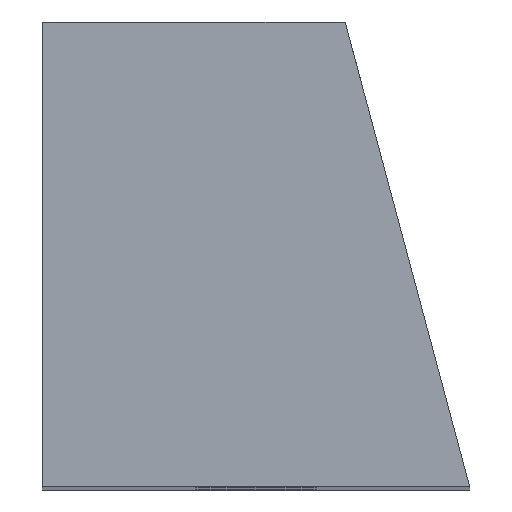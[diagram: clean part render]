
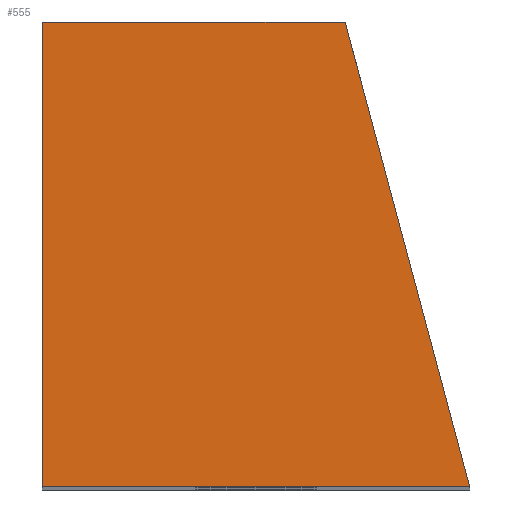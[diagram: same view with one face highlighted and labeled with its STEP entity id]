
A CAD part, top view. The second image highlights one B-rep face of the part: STEP entity #555.
In plain terms, the highlighted planar face has unit normal (0, 0, 1).
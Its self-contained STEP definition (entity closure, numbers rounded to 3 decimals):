
#121 = VERTEX_POINT('',#122);
#122 = CARTESIAN_POINT('',(0.,0.,40.));
#128 = EDGE_CURVE('',#121,#129,#131,.T.);
#129 = VERTEX_POINT('',#130);
#130 = CARTESIAN_POINT('',(0.,17.387,40.));
#131 = LINE('',#132,#133);
#132 = CARTESIAN_POINT('',(0.,0.,40.));
#133 = VECTOR('',#134,1.);
#134 = DIRECTION('',(0.,1.,0.));
#345 = VERTEX_POINT('',#346);
#346 = CARTESIAN_POINT('',(16.,0.,40.));
#411 = VERTEX_POINT('',#412);
#412 = CARTESIAN_POINT('',(11.341,17.387,40.));
#418 = EDGE_CURVE('',#411,#345,#419,.T.);
#419 = LINE('',#420,#421);
#420 = CARTESIAN_POINT('',(11.341,17.387,40.));
#421 = VECTOR('',#422,1.);
#422 = DIRECTION('',(0.259,-0.966,0.));
#520 = EDGE_CURVE('',#345,#121,#521,.T.);
#521 = LINE('',#522,#523);
#522 = CARTESIAN_POINT('',(16.,0.,40.));
#523 = VECTOR('',#524,1.);
#524 = DIRECTION('',(-1.,0.,0.));
#555 = ADVANCED_FACE('',(#556),#567,.T.);
#556 = FACE_BOUND('',#557,.F.);
#557 = EDGE_LOOP('',(#558,#559,#565,#566));
#558 = ORIENTED_EDGE('',*,*,#128,.T.);
#559 = ORIENTED_EDGE('',*,*,#560,.T.);
#560 = EDGE_CURVE('',#129,#411,#561,.T.);
#561 = LINE('',#562,#563);
#562 = CARTESIAN_POINT('',(0.,17.387,40.));
#563 = VECTOR('',#564,1.);
#564 = DIRECTION('',(1.,0.,0.));
#565 = ORIENTED_EDGE('',*,*,#418,.T.);
#566 = ORIENTED_EDGE('',*,*,#520,.T.);
#567 = PLANE('',#568);
#568 = AXIS2_PLACEMENT_3D('',#569,#570,#571);
#569 = CARTESIAN_POINT('',(6.989,8.048,40.));
#570 = DIRECTION('',(0.,0.,1.));
#571 = DIRECTION('',(1.,0.,0.));
